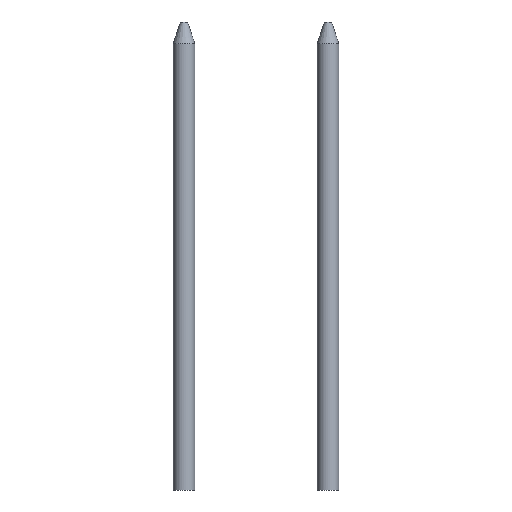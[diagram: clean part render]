
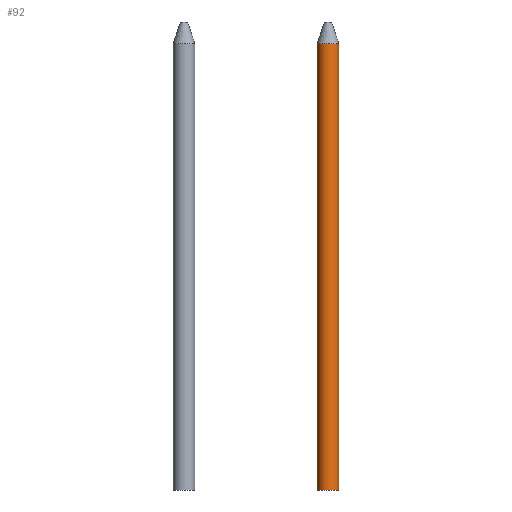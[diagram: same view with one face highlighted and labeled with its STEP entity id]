
A CAD part, front view. The second image highlights one B-rep face of the part: STEP entity #92.
In plain terms, the highlighted cylindrical face has radius 0.3 mm (diameter 0.6 mm), a full revolution.
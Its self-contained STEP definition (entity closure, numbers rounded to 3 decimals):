
#21=CYLINDRICAL_SURFACE('',#117,0.3);
#24=FACE_OUTER_BOUND('',#32,.T.);
#32=EDGE_LOOP('',(#73,#74,#75,#76));
#40=LINE('',#171,#44);
#44=VECTOR('',#139,0.3);
#48=CIRCLE('',#116,0.3);
#49=CIRCLE('',#118,0.3);
#54=VERTEX_POINT('',#166);
#55=VERTEX_POINT('',#170);
#61=EDGE_CURVE('',#54,#54,#48,.T.);
#62=EDGE_CURVE('',#54,#55,#40,.T.);
#63=EDGE_CURVE('',#55,#55,#49,.T.);
#73=ORIENTED_EDGE('',*,*,#61,.F.);
#74=ORIENTED_EDGE('',*,*,#62,.T.);
#75=ORIENTED_EDGE('',*,*,#63,.T.);
#76=ORIENTED_EDGE('',*,*,#62,.F.);
#92=ADVANCED_FACE('',(#24),#21,.T.);
#116=AXIS2_PLACEMENT_3D('',#168,#135,#136);
#117=AXIS2_PLACEMENT_3D('',#169,#137,#138);
#118=AXIS2_PLACEMENT_3D('',#172,#140,#141);
#135=DIRECTION('center_axis',(0.,0.,1.));
#136=DIRECTION('ref_axis',(1.,0.,0.));
#137=DIRECTION('center_axis',(0.,0.,1.));
#138=DIRECTION('ref_axis',(1.,0.,0.));
#139=DIRECTION('',(0.,0.,-1.));
#140=DIRECTION('center_axis',(0.,0.,1.));
#141=DIRECTION('ref_axis',(1.,0.,0.));
#166=CARTESIAN_POINT('',(1.7,0.,12.4));
#168=CARTESIAN_POINT('Origin',(2.,0.,12.4));
#169=CARTESIAN_POINT('Origin',(2.,0.,0.));
#170=CARTESIAN_POINT('',(1.7,0.,0.));
#171=CARTESIAN_POINT('',(1.7,0.,0.));
#172=CARTESIAN_POINT('Origin',(2.,0.,0.));
